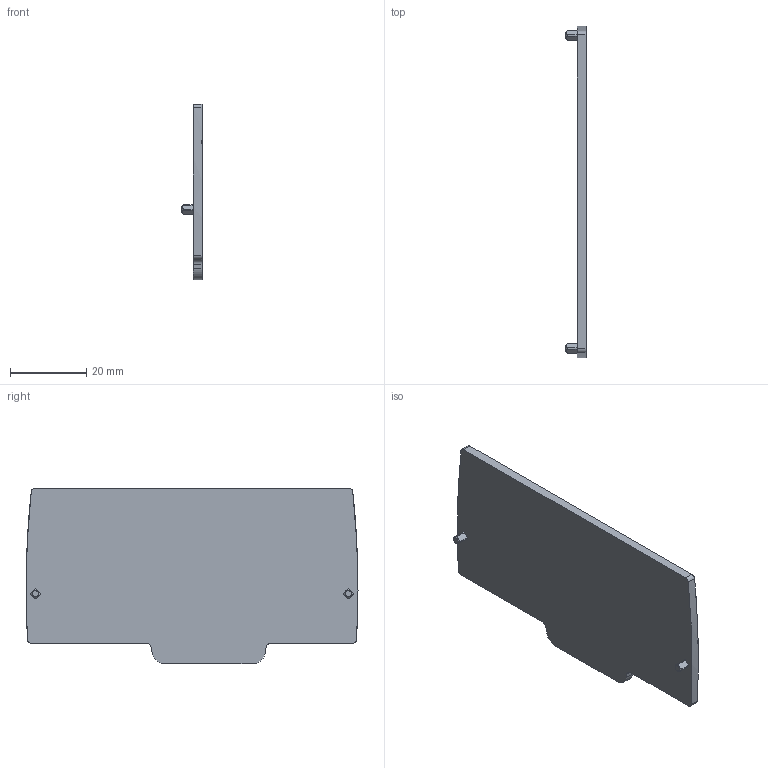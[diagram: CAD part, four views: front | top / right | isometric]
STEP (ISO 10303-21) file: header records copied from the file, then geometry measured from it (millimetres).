
FILE_DESCRIPTION(('CATIA V5R24 STEP','CAx-IF Rec.Pracs.--- Model Styling and Organization---1.2---2011-12-15'),'2;1');
FILE_NAME ('8232329_2', '2017-06-27T12:10:36+00:00', ('Weidmueller Interface'), ('Weidmueller'), 'CATIA Version 5-6 Release 2014 SP4 HF52', 'CATIA V5 STEP AP214', 'none');
FILE_SCHEMA(('AUTOMOTIVE_DESIGN { 1 0 10303 214 1 1 1 1 }'));
Length unit declared in the file: millimetre
Products named in the file (1): 1988300000_AEP_AP12
Bounding box: 5.4 x 87.2 x 46.09 mm (x, y, z)
Volume: 8828.1 mm3; surface area: 8031.1 mm2
Topology: 1 solids, 1 shells, 80 faces, 228 edges, 152 vertices
Faces by surface type: cylinder 38, plane 38, cone 4
Entity records: 2705 total; most frequent: CARTESIAN_POINT 577, ORIENTED_EDGE 456, DIRECTION 352, EDGE_CURVE 228, VERTEX_POINT 152, AXIS2_PLACEMENT_3D 149, VECTOR 132, LINE 132
